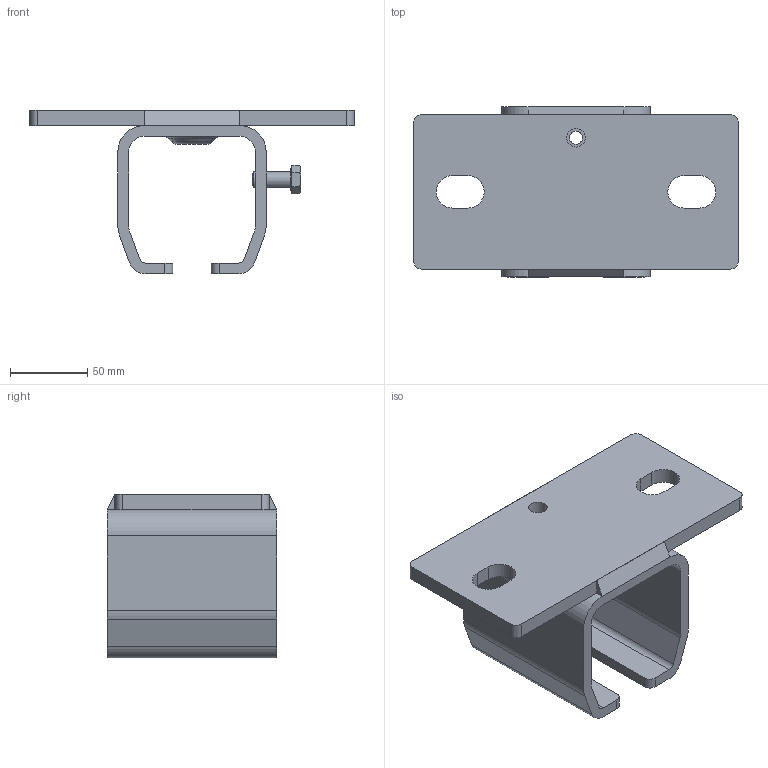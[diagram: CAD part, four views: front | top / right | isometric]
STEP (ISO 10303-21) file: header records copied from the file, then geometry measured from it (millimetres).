
FILE_DESCRIPTION(/* description */ ('Support Plafond'),/* implementation_level */ '2;1');
FILE_NAME(/* name */ '9068H.stp',/* time_stamp */ '2020-03-03T10:54:46+01:00',/* author */ ('MMALFROY'),/* organization */ (''),/* preprocessor_version */ 'ST-DEVELOPER v17.2',/* originating_system */ 'Autodesk Inventor 2019',/* authorisation */ '');
FILE_SCHEMA (('AUTOMOTIVE_DESIGN { 1 0 10303 214 3 1 1 }'));
Length unit declared in the file: millimetre
Products named in the file (6): 9068H; 9068HN; 9068HN_1; 16001; 15996; 04525
Assembly tree (5 placements, depth 3):
  9068H
    9068HN
      9068HN_1
      16001
      15996
    04525
Bounding box: 210 x 110 x 106 mm (x, y, z)
Volume: 437296.5 mm3; surface area: 125132.7 mm2
Topology: 5 solids, 5 shells, 92 faces, 242 edges, 164 vertices
Faces by surface type: plane 50, cylinder 30, cone 8, torus 4
Full cylindrical faces by diameter (mm): 8.376 x2, 10 x1, 12 x1, 14.63 x1, 18 x1
Entity records: 3137 total; most frequent: DIRECTION 534, CARTESIAN_POINT 534, ORIENTED_EDGE 484, EDGE_CURVE 242, AXIS2_PLACEMENT_3D 200, VERTEX_POINT 164, LINE 134, VECTOR 134
